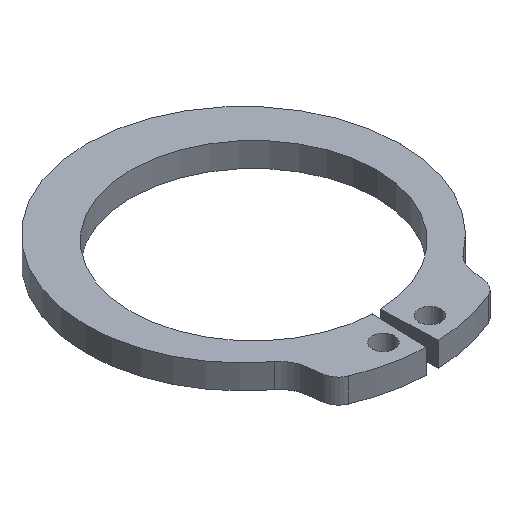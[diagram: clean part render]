
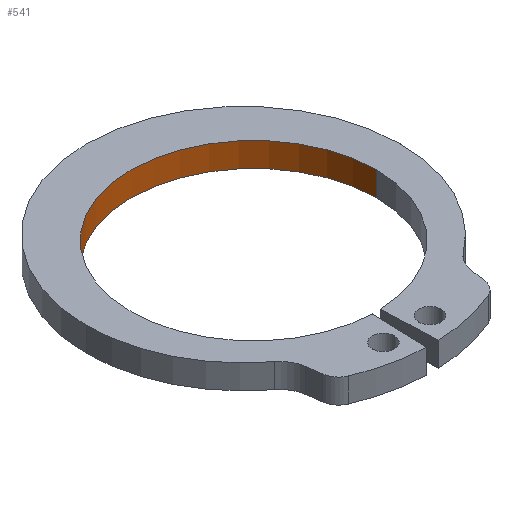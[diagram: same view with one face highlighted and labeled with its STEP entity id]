
A CAD part, isometric view. The second image highlights one B-rep face of the part: STEP entity #541.
In plain terms, the highlighted cylindrical face has radius 6.575 mm (diameter 13.15 mm), a partial arc.
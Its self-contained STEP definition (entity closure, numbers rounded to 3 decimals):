
#51 = FACE_OUTER_BOUND ( 'NONE', #694, .T. ) ;
#55 = DIRECTION ( 'NONE',  ( 1., 0., 0. ) ) ;
#61 = CARTESIAN_POINT ( 'NONE',  ( 0., 0., 0. ) ) ;
#72 = DIRECTION ( 'NONE',  ( 0., 0., -1. ) ) ;
#94 = ORIENTED_EDGE ( 'NONE', *, *, #654, .T. ) ;
#114 = LINE ( 'NONE', #499, #677 ) ;
#125 = CARTESIAN_POINT ( 'NONE',  ( -6.575, 0., -1.3 ) ) ;
#203 = CARTESIAN_POINT ( 'NONE',  ( 0., 0., -1.3 ) ) ;
#216 = LINE ( 'NONE', #283, #280 ) ;
#220 = CARTESIAN_POINT ( 'NONE',  ( 6.575, 0., 0. ) ) ;
#233 = DIRECTION ( 'NONE',  ( 0., 0., 1. ) ) ;
#265 = AXIS2_PLACEMENT_3D ( 'NONE', #61, #310, #55 ) ;
#280 = VECTOR ( 'NONE', #460, 1000. ) ;
#283 = CARTESIAN_POINT ( 'NONE',  ( -6.575, 0., -1.3 ) ) ;
#293 = CARTESIAN_POINT ( 'NONE',  ( 6.575, 0., -1.3 ) ) ;
#307 = DIRECTION ( 'NONE',  ( 0., 0., 1. ) ) ;
#310 = DIRECTION ( 'NONE',  ( 0., 0., -1. ) ) ;
#324 = EDGE_CURVE ( 'NONE', #642, #539, #216, .T. ) ;
#342 = VERTEX_POINT ( 'NONE', #293 ) ;
#362 = AXIS2_PLACEMENT_3D ( 'NONE', #203, #72, #623 ) ;
#366 = VERTEX_POINT ( 'NONE', #220 ) ;
#404 = ORIENTED_EDGE ( 'NONE', *, *, #483, .F. ) ;
#412 = CIRCLE ( 'NONE', #265, 6.575 ) ;
#421 = ORIENTED_EDGE ( 'NONE', *, *, #324, .F. ) ;
#439 = CARTESIAN_POINT ( 'NONE',  ( 0., 0., -1.3 ) ) ;
#460 = DIRECTION ( 'NONE',  ( 0., 0., 1. ) ) ;
#483 = EDGE_CURVE ( 'NONE', #539, #366, #412, .T. ) ;
#499 = CARTESIAN_POINT ( 'NONE',  ( 6.575, 0., -1.3 ) ) ;
#514 = CIRCLE ( 'NONE', #362, 6.575 ) ;
#516 = EDGE_CURVE ( 'NONE', #342, #366, #114, .T. ) ;
#539 = VERTEX_POINT ( 'NONE', #610 ) ;
#541 = ADVANCED_FACE ( 'NONE', ( #51 ), #553, .F. ) ;
#553 = CYLINDRICAL_SURFACE ( 'NONE', #743, 6.575 ) ;
#556 = DIRECTION ( 'NONE',  ( 1., 0., 0. ) ) ;
#610 = CARTESIAN_POINT ( 'NONE',  ( -6.575, 0., 0. ) ) ;
#623 = DIRECTION ( 'NONE',  ( 1., 0., 0. ) ) ;
#642 = VERTEX_POINT ( 'NONE', #125 ) ;
#654 = EDGE_CURVE ( 'NONE', #642, #342, #514, .T. ) ;
#656 = ORIENTED_EDGE ( 'NONE', *, *, #516, .T. ) ;
#677 = VECTOR ( 'NONE', #233, 1000. ) ;
#694 = EDGE_LOOP ( 'NONE', ( #421, #94, #656, #404 ) ) ;
#743 = AXIS2_PLACEMENT_3D ( 'NONE', #439, #307, #556 ) ;
